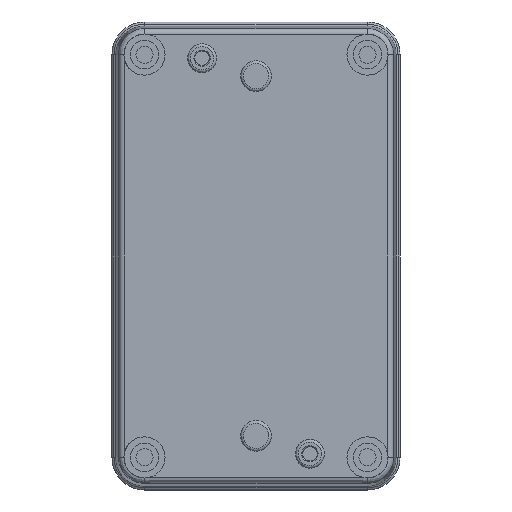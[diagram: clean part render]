
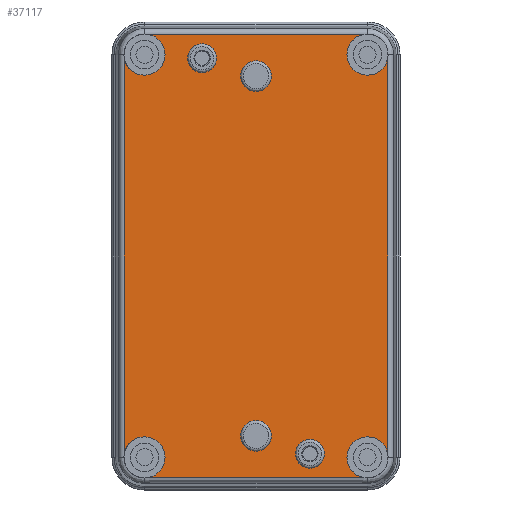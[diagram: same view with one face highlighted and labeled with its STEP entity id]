
A CAD part, front view. The second image highlights one B-rep face of the part: STEP entity #37117.
In plain terms, the highlighted planar face has unit normal (0, -1, 0).
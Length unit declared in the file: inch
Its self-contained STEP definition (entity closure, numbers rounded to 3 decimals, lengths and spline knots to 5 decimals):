
#1108 = DIRECTION ( 'NONE',  ( 1., 0., 0. ) ) ;
#1512 = DIRECTION ( 'NONE',  ( 0., -1., 0. ) ) ;
#2592 = EDGE_CURVE ( 'NONE', #37091, #13768, #13862, .T. ) ;
#2865 = FACE_BOUND ( 'NONE', #58216, .T. ) ;
#2970 = CARTESIAN_POINT ( 'NONE',  ( -1.17718, -1.965, 2.42554 ) ) ;
#3281 = CARTESIAN_POINT ( 'NONE',  ( 1.17718, -1.965, -2.42554 ) ) ;
#3625 = CARTESIAN_POINT ( 'NONE',  ( 0.74805, -1.965, -2.16535 ) ) ;
#3796 = FACE_BOUND ( 'NONE', #34300, .T. ) ;
#3917 = B_SPLINE_CURVE_WITH_KNOTS ( 'NONE', 3,
 ( #43495, #28753, #38392, #34214 ),
 .UNSPECIFIED., .F., .F.,
 ( 4, 4 ),
 ( 0., 1. ),
 .UNSPECIFIED. ) ;
#4156 = DIRECTION ( 'NONE',  ( 1., 0., 0. ) ) ;
#6057 = CIRCLE ( 'NONE', #50144, 0.16763 ) ;
#6323 = CARTESIAN_POINT ( 'NONE',  ( 0., -1.965, -1.9685 ) ) ;
#6674 = AXIS2_PLACEMENT_3D ( 'NONE', #17655, #46545, #11874 ) ;
#7541 = EDGE_CURVE ( 'NONE', #13768, #20814, #32896, .T. ) ;
#7663 = DIRECTION ( 'NONE',  ( -1., 0., 0. ) ) ;
#7978 = DIRECTION ( 'NONE',  ( 0., 1., 0. ) ) ;
#8372 = CARTESIAN_POINT ( 'NONE',  ( 1.44129, -1.965, 2.16143 ) ) ;
#9217 = EDGE_CURVE ( 'NONE', #20814, #60389, #13130, .T. ) ;
#9290 = EDGE_CURVE ( 'NONE', #17538, #58814, #46561, .T. ) ;
#9730 = DIRECTION ( 'NONE',  ( 1., 0., 0. ) ) ;
#10874 = CARTESIAN_POINT ( 'NONE',  ( 1.44129, -1.965, 2.16143 ) ) ;
#11286 = LINE ( 'NONE', #26397, #46399 ) ;
#11874 = DIRECTION ( 'NONE',  ( 1., 0., 0. ) ) ;
#13130 = CIRCLE ( 'NONE', #34663, 0.225 ) ;
#13768 = VERTEX_POINT ( 'NONE', #19827 ) ;
#13862 = CIRCLE ( 'NONE', #6674, 0.225 ) ;
#14204 = EDGE_CURVE ( 'NONE', #60389, #42756, #3917, .T. ) ;
#14219 = EDGE_LOOP ( 'NONE', ( #30676, #22839, #18708, #48887, #21028, #17073, #29360, #34070 ) ) ;
#14748 = AXIS2_PLACEMENT_3D ( 'NONE', #48254, #23564, #9730 ) ;
#15200 = DIRECTION ( 'NONE',  ( 0., -1., 0. ) ) ;
#16460 = DIRECTION ( 'NONE',  ( 1., 0., 0. ) ) ;
#16668 = CARTESIAN_POINT ( 'NONE',  ( -1.44129, -1.965, 2.16143 ) ) ;
#17073 = ORIENTED_EDGE ( 'NONE', *, *, #54995, .T. ) ;
#17538 = VERTEX_POINT ( 'NONE', #3281 ) ;
#17609 = B_SPLINE_CURVE_WITH_KNOTS ( 'NONE', 3,
 ( #39172, #63202, #38854, #10874 ),
 .UNSPECIFIED., .F., .F.,
 ( 4, 4 ),
 ( 0., 1. ),
 .UNSPECIFIED. ) ;
#17655 = CARTESIAN_POINT ( 'NONE',  ( 1.2205, -1.965, 2.20475 ) ) ;
#17787 = VERTEX_POINT ( 'NONE', #56913 ) ;
#18405 = VERTEX_POINT ( 'NONE', #38011 ) ;
#18708 = ORIENTED_EDGE ( 'NONE', *, *, #9217, .T. ) ;
#19827 = CARTESIAN_POINT ( 'NONE',  ( 1.17718, -1.965, 2.42554 ) ) ;
#20814 = VERTEX_POINT ( 'NONE', #53478 ) ;
#21028 = ORIENTED_EDGE ( 'NONE', *, *, #45414, .T. ) ;
#22819 = DIRECTION ( 'NONE',  ( 0., 1., 0. ) ) ;
#22839 = ORIENTED_EDGE ( 'NONE', *, *, #7541, .T. ) ;
#23564 = DIRECTION ( 'NONE',  ( 0., 1., 0. ) ) ;
#23865 = CARTESIAN_POINT ( 'NONE',  ( 1.44129, -1.965, -2.16143 ) ) ;
#23917 = EDGE_LOOP ( 'NONE', ( #50146 ) ) ;
#24594 = CARTESIAN_POINT ( 'NONE',  ( -1.2205, -1.965, 2.20475 ) ) ;
#25055 = VERTEX_POINT ( 'NONE', #32317 ) ;
#25144 = CARTESIAN_POINT ( 'NONE',  ( -0.59055, -1.965, 2.16535 ) ) ;
#26053 = EDGE_CURVE ( 'NONE', #61730, #61730, #28688, .T. ) ;
#26281 = EDGE_CURVE ( 'NONE', #17787, #17787, #40970, .T. ) ;
#26397 = CARTESIAN_POINT ( 'NONE',  ( 1.17718, -1.965, -2.42554 ) ) ;
#26487 = DIRECTION ( 'NONE',  ( 0., -1., 0. ) ) ;
#26697 = AXIS2_PLACEMENT_3D ( 'NONE', #57134, #22819, #4156 ) ;
#28688 = CIRCLE ( 'NONE', #29703, 0.1575 ) ;
#28753 = CARTESIAN_POINT ( 'NONE',  ( -1.44129, -1.965, 0.72048 ) ) ;
#29360 = ORIENTED_EDGE ( 'NONE', *, *, #9290, .T. ) ;
#29703 = AXIS2_PLACEMENT_3D ( 'NONE', #31313, #26487, #1108 ) ;
#29885 = EDGE_CURVE ( 'NONE', #18405, #18405, #6057, .T. ) ;
#30147 = AXIS2_PLACEMENT_3D ( 'NONE', #6323, #1512, #35905 ) ;
#30676 = ORIENTED_EDGE ( 'NONE', *, *, #2592, .T. ) ;
#30797 = ORIENTED_EDGE ( 'NONE', *, *, #29885, .F. ) ;
#31313 = CARTESIAN_POINT ( 'NONE',  ( 0.59055, -1.965, -2.16535 ) ) ;
#31580 = CARTESIAN_POINT ( 'NONE',  ( 1.17718, -1.965, 2.42554 ) ) ;
#32099 = CARTESIAN_POINT ( 'NONE',  ( 0., -1.965, 0. ) ) ;
#32317 = CARTESIAN_POINT ( 'NONE',  ( -1.17718, -1.965, -2.42554 ) ) ;
#32896 = B_SPLINE_CURVE_WITH_KNOTS ( 'NONE', 3,
 ( #31580, #61692, #56874, #2970 ),
 .UNSPECIFIED., .F., .F.,
 ( 4, 4 ),
 ( 0., 1. ),
 .UNSPECIFIED. ) ;
#33210 = CIRCLE ( 'NONE', #30147, 0.16763 ) ;
#34070 = ORIENTED_EDGE ( 'NONE', *, *, #45681, .T. ) ;
#34214 = CARTESIAN_POINT ( 'NONE',  ( -1.44129, -1.965, -2.16143 ) ) ;
#34300 = EDGE_LOOP ( 'NONE', ( #30797 ) ) ;
#34663 = AXIS2_PLACEMENT_3D ( 'NONE', #24594, #44166, #39358 ) ;
#35739 = AXIS2_PLACEMENT_3D ( 'NONE', #32099, #7978, #7663 ) ;
#35905 = DIRECTION ( 'NONE',  ( 1., 0., 0. ) ) ;
#37091 = VERTEX_POINT ( 'NONE', #8372 ) ;
#37117 = ADVANCED_FACE ( 'NONE', ( #47465, #3796, #2865, #42964, #47776 ), #56773, .F. ) ;
#38011 = CARTESIAN_POINT ( 'NONE',  ( 0.16763, -1.965, 1.9685 ) ) ;
#38392 = CARTESIAN_POINT ( 'NONE',  ( -1.44129, -1.965, -0.72048 ) ) ;
#38854 = CARTESIAN_POINT ( 'NONE',  ( 1.44129, -1.965, 0.72048 ) ) ;
#39172 = CARTESIAN_POINT ( 'NONE',  ( 1.44129, -1.965, -2.16143 ) ) ;
#39358 = DIRECTION ( 'NONE',  ( 1., 0., 0. ) ) ;
#40224 = VERTEX_POINT ( 'NONE', #60712 ) ;
#40970 = CIRCLE ( 'NONE', #62455, 0.1575 ) ;
#42501 = CARTESIAN_POINT ( 'NONE',  ( -1.44129, -1.965, -2.16143 ) ) ;
#42756 = VERTEX_POINT ( 'NONE', #42501 ) ;
#42964 = FACE_BOUND ( 'NONE', #23917, .T. ) ;
#43495 = CARTESIAN_POINT ( 'NONE',  ( -1.44129, -1.965, 2.16143 ) ) ;
#44166 = DIRECTION ( 'NONE',  ( 0., 1., 0. ) ) ;
#45414 = EDGE_CURVE ( 'NONE', #42756, #25055, #52306, .T. ) ;
#45649 = DIRECTION ( 'NONE',  ( 1., 0., 0. ) ) ;
#45681 = EDGE_CURVE ( 'NONE', #58814, #37091, #17609, .T. ) ;
#46399 = VECTOR ( 'NONE', #45649, 39.37008 ) ;
#46545 = DIRECTION ( 'NONE',  ( 0., 1., 0. ) ) ;
#46561 = CIRCLE ( 'NONE', #14748, 0.225 ) ;
#47260 = EDGE_LOOP ( 'NONE', ( #61503 ) ) ;
#47465 = FACE_BOUND ( 'NONE', #47260, .T. ) ;
#47776 = FACE_OUTER_BOUND ( 'NONE', #14219, .T. ) ;
#48254 = CARTESIAN_POINT ( 'NONE',  ( 1.2205, -1.965, -2.20475 ) ) ;
#48887 = ORIENTED_EDGE ( 'NONE', *, *, #14204, .T. ) ;
#50144 = AXIS2_PLACEMENT_3D ( 'NONE', #59461, #15200, #54330 ) ;
#50146 = ORIENTED_EDGE ( 'NONE', *, *, #26053, .F. ) ;
#52306 = CIRCLE ( 'NONE', #26697, 0.225 ) ;
#52960 = ORIENTED_EDGE ( 'NONE', *, *, #59074, .F. ) ;
#53478 = CARTESIAN_POINT ( 'NONE',  ( -1.17718, -1.965, 2.42554 ) ) ;
#54330 = DIRECTION ( 'NONE',  ( 1., 0., 0. ) ) ;
#54995 = EDGE_CURVE ( 'NONE', #25055, #17538, #11286, .T. ) ;
#56773 = PLANE ( 'NONE',  #35739 ) ;
#56874 = CARTESIAN_POINT ( 'NONE',  ( -0.39239, -1.965, 2.42554 ) ) ;
#56913 = CARTESIAN_POINT ( 'NONE',  ( -0.43305, -1.965, 2.16535 ) ) ;
#57134 = CARTESIAN_POINT ( 'NONE',  ( -1.2205, -1.965, -2.20475 ) ) ;
#58216 = EDGE_LOOP ( 'NONE', ( #52960 ) ) ;
#58814 = VERTEX_POINT ( 'NONE', #23865 ) ;
#59074 = EDGE_CURVE ( 'NONE', #40224, #40224, #33210, .T. ) ;
#59461 = CARTESIAN_POINT ( 'NONE',  ( 0., -1.965, 1.9685 ) ) ;
#60389 = VERTEX_POINT ( 'NONE', #16668 ) ;
#60409 = DIRECTION ( 'NONE',  ( 0., -1., 0. ) ) ;
#60712 = CARTESIAN_POINT ( 'NONE',  ( 0.16763, -1.965, -1.9685 ) ) ;
#61503 = ORIENTED_EDGE ( 'NONE', *, *, #26281, .F. ) ;
#61692 = CARTESIAN_POINT ( 'NONE',  ( 0.39239, -1.965, 2.42554 ) ) ;
#61730 = VERTEX_POINT ( 'NONE', #3625 ) ;
#62455 = AXIS2_PLACEMENT_3D ( 'NONE', #25144, #60409, #16460 ) ;
#63202 = CARTESIAN_POINT ( 'NONE',  ( 1.44129, -1.965, -0.72048 ) ) ;
